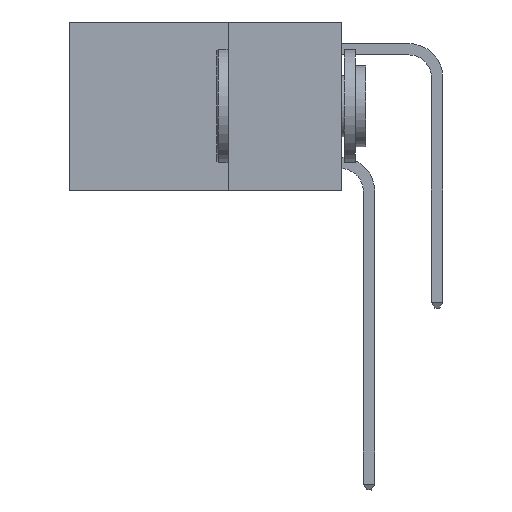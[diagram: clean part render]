
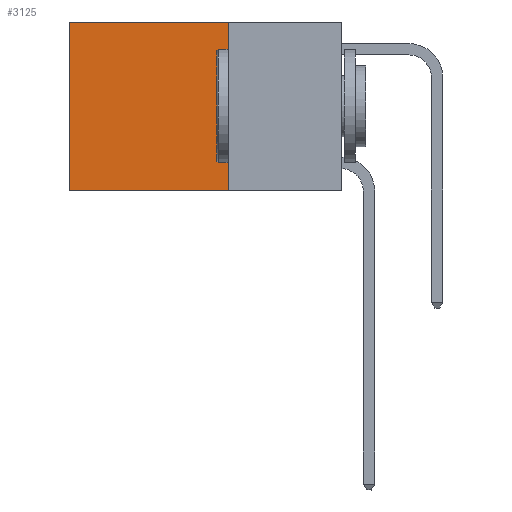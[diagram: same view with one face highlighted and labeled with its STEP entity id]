
A CAD part, left-side view. The second image highlights one B-rep face of the part: STEP entity #3125.
In plain terms, the highlighted planar face has unit normal (-1, 0, 0).
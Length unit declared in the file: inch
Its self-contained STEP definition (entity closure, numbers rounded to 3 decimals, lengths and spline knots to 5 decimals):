
#485 = LINE ( 'NONE', #5129, #10616 ) ;
#588 = EDGE_CURVE ( 'NONE', #5972, #8947, #14865, .T. ) ;
#761 = CARTESIAN_POINT ( 'NONE',  ( 0.2625, 0.25, -0.37 ) ) ;
#1482 = DIRECTION ( 'NONE',  ( 1., 0., 0. ) ) ;
#1977 = EDGE_CURVE ( 'NONE', #8947, #7350, #11679, .T. ) ;
#2577 = ORIENTED_EDGE ( 'NONE', *, *, #5305, .F. ) ;
#3125 = ADVANCED_FACE ( 'NONE', ( #11375 ), #10255, .F. ) ;
#3231 = EDGE_CURVE ( 'NONE', #6325, #7350, #11605, .T. ) ;
#3240 = VECTOR ( 'NONE', #10485, 39.37008 ) ;
#3352 = ORIENTED_EDGE ( 'NONE', *, *, #588, .T. ) ;
#4196 = CARTESIAN_POINT ( 'NONE',  ( 0.2625, 0.25, 0. ) ) ;
#4314 = CARTESIAN_POINT ( 'NONE',  ( 0.2625, 0.6, -0.37 ) ) ;
#4315 = AXIS2_PLACEMENT_3D ( 'NONE', #4196, #1482, #8902 ) ;
#4964 = CARTESIAN_POINT ( 'NONE',  ( 0.2625, 0.25, 0. ) ) ;
#5020 = CARTESIAN_POINT ( 'NONE',  ( 0.2625, 0.25, -0.37 ) ) ;
#5129 = CARTESIAN_POINT ( 'NONE',  ( 0.2625, 0.25, 0. ) ) ;
#5305 = EDGE_CURVE ( 'NONE', #5972, #6325, #485, .T. ) ;
#5972 = VERTEX_POINT ( 'NONE', #4964 ) ;
#6248 = CARTESIAN_POINT ( 'NONE',  ( 0.2625, 0.6, 0. ) ) ;
#6325 = VERTEX_POINT ( 'NONE', #5020 ) ;
#6542 = CARTESIAN_POINT ( 'NONE',  ( 0.2625, 0.25, 0. ) ) ;
#6986 = DIRECTION ( 'NONE',  ( 0., 1., 0. ) ) ;
#7350 = VERTEX_POINT ( 'NONE', #4314 ) ;
#8902 = DIRECTION ( 'NONE',  ( 0., 0., -1. ) ) ;
#8947 = VERTEX_POINT ( 'NONE', #6248 ) ;
#9747 = EDGE_LOOP ( 'NONE', ( #10880, #15098, #2577, #3352 ) ) ;
#10255 = PLANE ( 'NONE',  #4315 ) ;
#10485 = DIRECTION ( 'NONE',  ( 0., 0., -1. ) ) ;
#10616 = VECTOR ( 'NONE', #12617, 39.37008 ) ;
#10880 = ORIENTED_EDGE ( 'NONE', *, *, #1977, .T. ) ;
#11375 = FACE_OUTER_BOUND ( 'NONE', #9747, .T. ) ;
#11384 = VECTOR ( 'NONE', #15018, 39.37008 ) ;
#11605 = LINE ( 'NONE', #761, #13495 ) ;
#11679 = LINE ( 'NONE', #13938, #3240 ) ;
#12617 = DIRECTION ( 'NONE',  ( 0., 0., -1. ) ) ;
#13495 = VECTOR ( 'NONE', #6986, 39.37008 ) ;
#13938 = CARTESIAN_POINT ( 'NONE',  ( 0.2625, 0.6, 0. ) ) ;
#14865 = LINE ( 'NONE', #6542, #11384 ) ;
#15018 = DIRECTION ( 'NONE',  ( 0., 1., 0. ) ) ;
#15098 = ORIENTED_EDGE ( 'NONE', *, *, #3231, .F. ) ;
